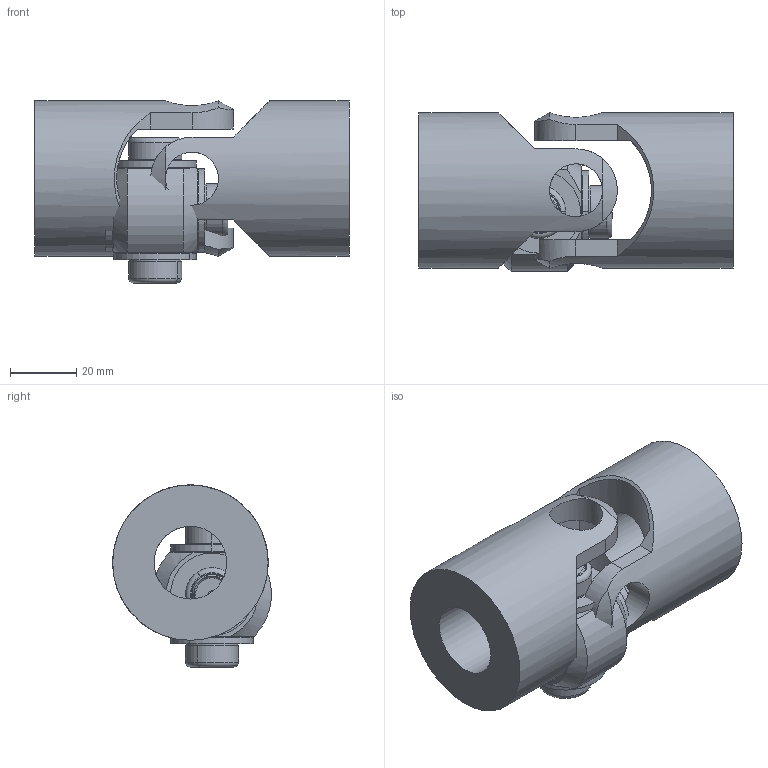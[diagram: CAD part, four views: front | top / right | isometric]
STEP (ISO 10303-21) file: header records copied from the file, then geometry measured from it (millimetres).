
FILE_DESCRIPTION(/* description */ ('Alibre Inc.'),/* implementation_level */ '2;1');
FILE_NAME(/* name */ 'export0',/* time_stamp */ '2012-08-13T11:49:29+02:00',/* author */ (''),/* organization */ (''),/* preprocessor_version */ 'ST-DEVELOPER v12',/* originating_system */ 'Alibre',/* authorisation */ '');
FILE_SCHEMA (('CONFIG_CONTROL_DESIGN'));
Length unit declared in the file: millimetre
Products named in the file (4): ID_1
Bounding box: 95 x 47.96 x 55.08 mm (x, y, z)
Volume: 118838.4 mm3; surface area: 40371.8 mm2
Topology: 11 solids, 11 shells, 217 faces, 523 edges, 334 vertices
Faces by surface type: cylinder 86, cone 62, plane 61, torus 8
Full cylindrical faces by diameter (mm): 16 x4, 22 x2, 47 x2
Entity records: 7117 total; most frequent: CARTESIAN_POINT 1739, DIRECTION 1034, ORIENTED_EDGE 1014, EDGE_CURVE 507, AXIS2_PLACEMENT_3D 454, VERTEX_POINT 326, EDGE_LOOP 265, FACE_BOUND 265
